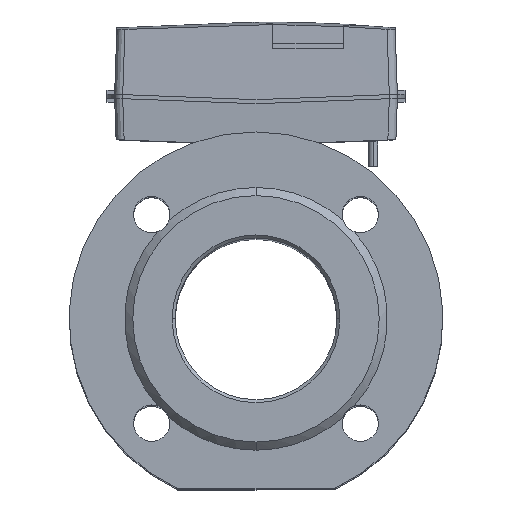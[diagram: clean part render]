
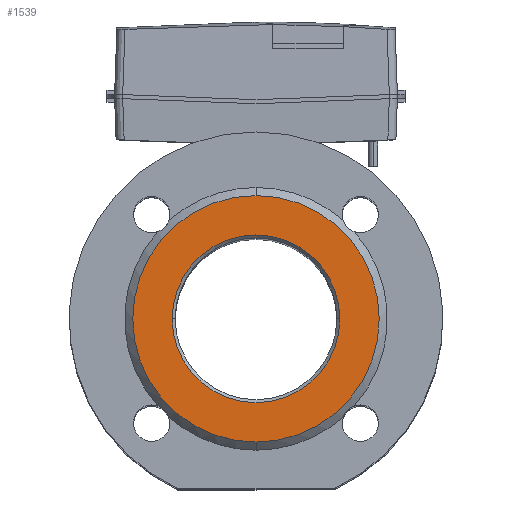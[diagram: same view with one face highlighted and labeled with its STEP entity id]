
A CAD part, top view. The second image highlights one B-rep face of the part: STEP entity #1539.
In plain terms, the highlighted planar face has unit normal (0, 0, 1).
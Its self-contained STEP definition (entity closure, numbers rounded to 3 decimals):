
#78 = ORIENTED_EDGE ( 'NONE', *, *, #3902, .T. ) ;
#234 = EDGE_CURVE ( 'NONE', #2567, #2321, #1079, .T. ) ;
#267 = CARTESIAN_POINT ( 'NONE',  ( 0., 0., 206.5 ) ) ;
#529 = CIRCLE ( 'NONE', #1109, 41.5 ) ;
#595 = CARTESIAN_POINT ( 'NONE',  ( 0., 0., 206.5 ) ) ;
#956 = EDGE_CURVE ( 'NONE', #2647, #4786, #4119, .T. ) ;
#1023 = CARTESIAN_POINT ( 'NONE',  ( 0., 61., 206.5 ) ) ;
#1035 = DIRECTION ( 'NONE',  ( 0., -1., 0. ) ) ;
#1079 = CIRCLE ( 'NONE', #5486, 41.5 ) ;
#1109 = AXIS2_PLACEMENT_3D ( 'NONE', #595, #2002, #1035 ) ;
#1282 = AXIS2_PLACEMENT_3D ( 'NONE', #1432, #3288, #2837 ) ;
#1394 = CARTESIAN_POINT ( 'NONE',  ( -41.5, 0., 206.5 ) ) ;
#1432 = CARTESIAN_POINT ( 'NONE',  ( 0., 0., 206.5 ) ) ;
#1539 = ADVANCED_FACE ( 'NONE', ( #4232, #5618 ), #4685, .T. ) ;
#1830 = EDGE_CURVE ( 'NONE', #4786, #2647, #5691, .T. ) ;
#2002 = DIRECTION ( 'NONE',  ( 0., 0., -1. ) ) ;
#2321 = VERTEX_POINT ( 'NONE', #1394 ) ;
#2339 = CARTESIAN_POINT ( 'NONE',  ( 0., -61., 206.5 ) ) ;
#2370 = EDGE_LOOP ( 'NONE', ( #4624, #3379 ) ) ;
#2428 = DIRECTION ( 'NONE',  ( 0., 0., 1. ) ) ;
#2567 = VERTEX_POINT ( 'NONE', #5121 ) ;
#2596 = CARTESIAN_POINT ( 'NONE',  ( 0., 61., 206.5 ) ) ;
#2647 = VERTEX_POINT ( 'NONE', #2339 ) ;
#2837 = DIRECTION ( 'NONE',  ( 0., 1., 0. ) ) ;
#3115 = EDGE_LOOP ( 'NONE', ( #4595, #78 ) ) ;
#3279 = DIRECTION ( 'NONE',  ( 0., -1., 0. ) ) ;
#3288 = DIRECTION ( 'NONE',  ( 0., 0., -1. ) ) ;
#3331 = DIRECTION ( 'NONE',  ( 0., 1., 0. ) ) ;
#3379 = ORIENTED_EDGE ( 'NONE', *, *, #956, .F. ) ;
#3606 = DIRECTION ( 'NONE',  ( 0., 0., -1. ) ) ;
#3795 = DIRECTION ( 'NONE',  ( 0., 0., -1. ) ) ;
#3902 = EDGE_CURVE ( 'NONE', #2321, #2567, #529, .T. ) ;
#3943 = DIRECTION ( 'NONE',  ( 0., -1., 0. ) ) ;
#4119 = CIRCLE ( 'NONE', #1282, 61. ) ;
#4232 = FACE_BOUND ( 'NONE', #3115, .T. ) ;
#4401 = AXIS2_PLACEMENT_3D ( 'NONE', #1023, #2428, #3279 ) ;
#4595 = ORIENTED_EDGE ( 'NONE', *, *, #234, .T. ) ;
#4624 = ORIENTED_EDGE ( 'NONE', *, *, #1830, .F. ) ;
#4685 = PLANE ( 'NONE',  #4401 ) ;
#4710 = CARTESIAN_POINT ( 'NONE',  ( 0., 0., 206.5 ) ) ;
#4786 = VERTEX_POINT ( 'NONE', #2596 ) ;
#5121 = CARTESIAN_POINT ( 'NONE',  ( 41.5, 0., 206.5 ) ) ;
#5486 = AXIS2_PLACEMENT_3D ( 'NONE', #267, #3606, #3943 ) ;
#5505 = AXIS2_PLACEMENT_3D ( 'NONE', #4710, #3795, #3331 ) ;
#5618 = FACE_OUTER_BOUND ( 'NONE', #2370, .T. ) ;
#5691 = CIRCLE ( 'NONE', #5505, 61. ) ;
